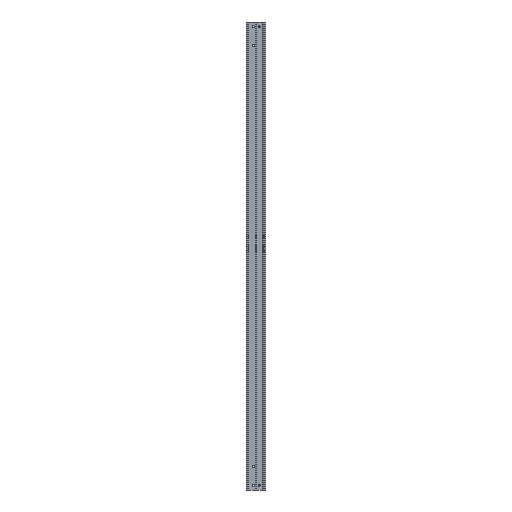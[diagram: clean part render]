
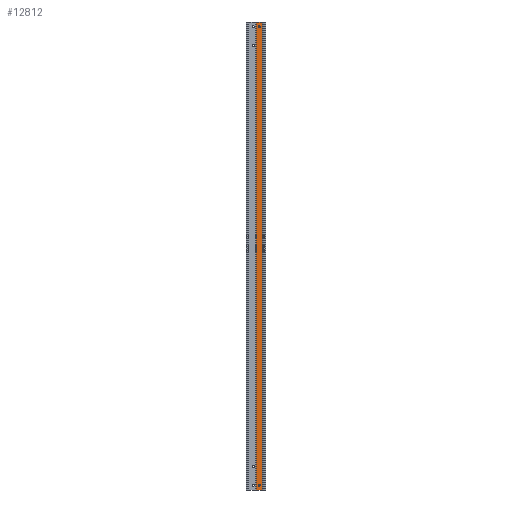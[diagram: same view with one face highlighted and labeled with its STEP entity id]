
A CAD part, left-side view. The second image highlights one B-rep face of the part: STEP entity #12812.
In plain terms, the highlighted planar face has unit normal (-1, 0, 0).
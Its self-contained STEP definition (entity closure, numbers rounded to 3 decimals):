
#349 = EDGE_LOOP ( 'NONE', ( #4722, #3499 ) ) ;
#437 = DIRECTION ( 'NONE',  ( 0., 0., -1. ) ) ;
#530 = VERTEX_POINT ( 'NONE', #8708 ) ;
#681 = CARTESIAN_POINT ( 'NONE',  ( -2.25, -14., 20. ) ) ;
#689 = CARTESIAN_POINT ( 'NONE',  ( -2.25, -2., 0. ) ) ;
#835 = EDGE_CURVE ( 'NONE', #7373, #2668, #13968, .T. ) ;
#948 = DIRECTION ( 'NONE',  ( 1., 0., 0. ) ) ;
#1323 = FACE_BOUND ( 'NONE', #349, .T. ) ;
#1746 = CARTESIAN_POINT ( 'NONE',  ( -2.25, -27.241, 2000. ) ) ;
#1850 = VERTEX_POINT ( 'NONE', #6935 ) ;
#2026 = LINE ( 'NONE', #2701, #10151 ) ;
#2079 = DIRECTION ( 'NONE',  ( 0., 1., 0. ) ) ;
#2668 = VERTEX_POINT ( 'NONE', #1746 ) ;
#2697 = DIRECTION ( 'NONE',  ( 0., 0., 1. ) ) ;
#2701 = CARTESIAN_POINT ( 'NONE',  ( -2.25, -36.65, 0. ) ) ;
#2896 = DIRECTION ( 'NONE',  ( 0., -1., 0. ) ) ;
#3339 = EDGE_LOOP ( 'NONE', ( #19222, #12893, #10680, #13474 ) ) ;
#3499 = ORIENTED_EDGE ( 'NONE', *, *, #13041, .F. ) ;
#3537 = DIRECTION ( 'NONE',  ( 0., 1., 0. ) ) ;
#3927 = VERTEX_POINT ( 'NONE', #8572 ) ;
#4255 = AXIS2_PLACEMENT_3D ( 'NONE', #681, #8050, #2079 ) ;
#4282 = CARTESIAN_POINT ( 'NONE',  ( -2.25, -27.241, 0. ) ) ;
#4512 = EDGE_CURVE ( 'NONE', #7845, #2668, #8336, .T. ) ;
#4630 = CARTESIAN_POINT ( 'NONE',  ( -2.25, -2., 0. ) ) ;
#4722 = ORIENTED_EDGE ( 'NONE', *, *, #14532, .F. ) ;
#5243 = EDGE_CURVE ( 'NONE', #530, #3927, #18540, .T. ) ;
#5452 = EDGE_CURVE ( 'NONE', #18292, #7845, #2026, .T. ) ;
#5801 = CARTESIAN_POINT ( 'NONE',  ( -2.25, -10., 20. ) ) ;
#6035 = ORIENTED_EDGE ( 'NONE', *, *, #15014, .T. ) ;
#6205 = EDGE_LOOP ( 'NONE', ( #13932, #6035 ) ) ;
#6489 = CIRCLE ( 'NONE', #11022, 4. ) ;
#6533 = CARTESIAN_POINT ( 'NONE',  ( -2.25, -2., 2000. ) ) ;
#6935 = CARTESIAN_POINT ( 'NONE',  ( -2.25, -18., 20. ) ) ;
#7373 = VERTEX_POINT ( 'NONE', #6533 ) ;
#7501 = DIRECTION ( 'NONE',  ( 1., 0., 0. ) ) ;
#7548 = VERTEX_POINT ( 'NONE', #5801 ) ;
#7845 = VERTEX_POINT ( 'NONE', #4282 ) ;
#8050 = DIRECTION ( 'NONE',  ( -1., 0., 0. ) ) ;
#8336 = LINE ( 'NONE', #10245, #9722 ) ;
#8502 = CARTESIAN_POINT ( 'NONE',  ( -2.25, -36.65, 2000. ) ) ;
#8572 = CARTESIAN_POINT ( 'NONE',  ( -2.25, -18., 1980. ) ) ;
#8708 = CARTESIAN_POINT ( 'NONE',  ( -2.25, -10., 1980. ) ) ;
#8757 = FACE_OUTER_BOUND ( 'NONE', #3339, .T. ) ;
#8777 = FACE_BOUND ( 'NONE', #6205, .T. ) ;
#8854 = AXIS2_PLACEMENT_3D ( 'NONE', #8502, #948, #14016 ) ;
#8905 = DIRECTION ( 'NONE',  ( 1., 0., 0. ) ) ;
#9539 = CIRCLE ( 'NONE', #4255, 4. ) ;
#9722 = VECTOR ( 'NONE', #2697, 1000. ) ;
#10151 = VECTOR ( 'NONE', #2896, 1000. ) ;
#10245 = CARTESIAN_POINT ( 'NONE',  ( -2.25, -27.241, 2000. ) ) ;
#10432 = DIRECTION ( 'NONE',  ( 0., 1., 0. ) ) ;
#10451 = DIRECTION ( 'NONE',  ( -1., 0., 0. ) ) ;
#10592 = VECTOR ( 'NONE', #437, 1000. ) ;
#10680 = ORIENTED_EDGE ( 'NONE', *, *, #835, .F. ) ;
#10769 = AXIS2_PLACEMENT_3D ( 'NONE', #13599, #10451, #16573 ) ;
#11022 = AXIS2_PLACEMENT_3D ( 'NONE', #16163, #7501, #10432 ) ;
#11283 = EDGE_CURVE ( 'NONE', #7373, #18292, #12679, .T. ) ;
#12679 = LINE ( 'NONE', #689, #10592 ) ;
#12812 = ADVANCED_FACE ( 'NONE', ( #8777, #8757, #1323 ), #17412, .F. ) ;
#12893 = ORIENTED_EDGE ( 'NONE', *, *, #4512, .T. ) ;
#13041 = EDGE_CURVE ( 'NONE', #1850, #7548, #16714, .T. ) ;
#13474 = ORIENTED_EDGE ( 'NONE', *, *, #11283, .T. ) ;
#13599 = CARTESIAN_POINT ( 'NONE',  ( -2.25, -14., 20. ) ) ;
#13932 = ORIENTED_EDGE ( 'NONE', *, *, #5243, .T. ) ;
#13968 = LINE ( 'NONE', #17169, #16948 ) ;
#14016 = DIRECTION ( 'NONE',  ( 0., 1., 0. ) ) ;
#14532 = EDGE_CURVE ( 'NONE', #7548, #1850, #9539, .T. ) ;
#15014 = EDGE_CURVE ( 'NONE', #3927, #530, #6489, .T. ) ;
#16163 = CARTESIAN_POINT ( 'NONE',  ( -2.25, -14., 1980. ) ) ;
#16573 = DIRECTION ( 'NONE',  ( 0., 1., 0. ) ) ;
#16714 = CIRCLE ( 'NONE', #10769, 4. ) ;
#16948 = VECTOR ( 'NONE', #17045, 1000. ) ;
#17045 = DIRECTION ( 'NONE',  ( 0., -1., 0. ) ) ;
#17169 = CARTESIAN_POINT ( 'NONE',  ( -2.25, -36.65, 2000. ) ) ;
#17412 = PLANE ( 'NONE',  #8854 ) ;
#17809 = CARTESIAN_POINT ( 'NONE',  ( -2.25, -14., 1980. ) ) ;
#18292 = VERTEX_POINT ( 'NONE', #4630 ) ;
#18540 = CIRCLE ( 'NONE', #18616, 4. ) ;
#18616 = AXIS2_PLACEMENT_3D ( 'NONE', #17809, #8905, #3537 ) ;
#19222 = ORIENTED_EDGE ( 'NONE', *, *, #5452, .T. ) ;
